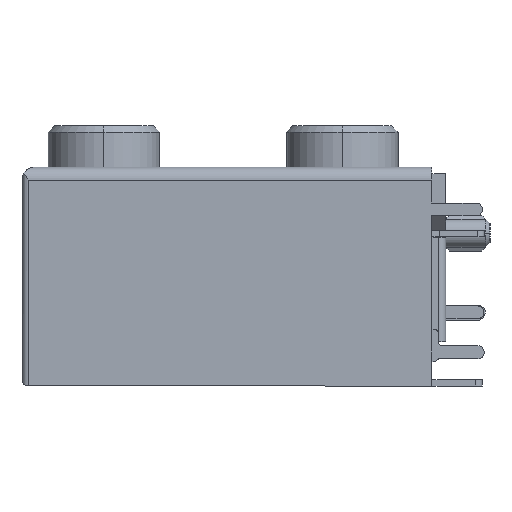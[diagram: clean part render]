
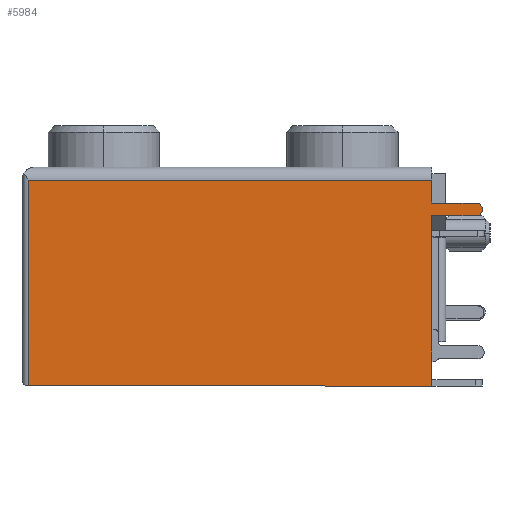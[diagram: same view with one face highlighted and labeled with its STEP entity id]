
A CAD part, left-side view. The second image highlights one B-rep face of the part: STEP entity #5984.
In plain terms, the highlighted planar face has unit normal (-1, 0, 0).
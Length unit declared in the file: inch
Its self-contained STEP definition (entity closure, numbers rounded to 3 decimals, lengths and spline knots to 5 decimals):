
#201 = DIRECTION ( 'NONE',  ( -1., 0., 0. ) ) ;
#276 = ORIENTED_EDGE ( 'NONE', *, *, #3321, .T. ) ;
#1174 = VERTEX_POINT ( 'NONE', #14237 ) ;
#1240 = EDGE_CURVE ( 'NONE', #4629, #13343, #4488, .T. ) ;
#1509 = CARTESIAN_POINT ( 'NONE',  ( -0.296, -0.69931, -0.105 ) ) ;
#2173 = CARTESIAN_POINT ( 'NONE',  ( -0.296, 0.30029, -0.016 ) ) ;
#2971 = CARTESIAN_POINT ( 'NONE',  ( -0.296, 0.30029, -0.189 ) ) ;
#3046 = ORIENTED_EDGE ( 'NONE', *, *, #12414, .T. ) ;
#3068 = LINE ( 'NONE', #3138, #3409 ) ;
#3138 = CARTESIAN_POINT ( 'NONE',  ( -0.296, -0.69931, -0.105 ) ) ;
#3212 = ORIENTED_EDGE ( 'NONE', *, *, #1240, .T. ) ;
#3321 = EDGE_CURVE ( 'NONE', #8980, #7851, #10037, .T. ) ;
#3375 = ORIENTED_EDGE ( 'NONE', *, *, #4408, .T. ) ;
#3409 = VECTOR ( 'NONE', #10977, 39.37008 ) ;
#3532 = CARTESIAN_POINT ( 'NONE',  ( -0.296, -0.69931, -0.073 ) ) ;
#3534 = VERTEX_POINT ( 'NONE', #12114 ) ;
#3669 = VECTOR ( 'NONE', #11816, 39.37008 ) ;
#3743 = VECTOR ( 'NONE', #10221, 39.37008 ) ;
#4063 = EDGE_CURVE ( 'NONE', #3534, #8980, #11442, .T. ) ;
#4232 = CARTESIAN_POINT ( 'NONE',  ( -0.296, 0.30069, -0.016 ) ) ;
#4408 = EDGE_CURVE ( 'NONE', #13245, #4629, #6101, .T. ) ;
#4488 = LINE ( 'NONE', #12821, #9737 ) ;
#4629 = VERTEX_POINT ( 'NONE', #5622 ) ;
#5622 = CARTESIAN_POINT ( 'NONE',  ( -0.296, -0.69931, -0.52652 ) ) ;
#5842 = CIRCLE ( 'NONE', #13318, 0.016 ) ;
#5984 = ADVANCED_FACE ( 'NONE', ( #6967 ), #7145, .F. ) ;
#6017 = EDGE_CURVE ( 'NONE', #7851, #13245, #12584, .T. ) ;
#6101 = LINE ( 'NONE', #11118, #14325 ) ;
#6466 = EDGE_LOOP ( 'NONE', ( #276, #7709, #3375, #3212, #12081, #8516, #3046, #13409 ) ) ;
#6722 = AXIS2_PLACEMENT_3D ( 'NONE', #2971, #14058, #7377 ) ;
#6800 = CARTESIAN_POINT ( 'NONE',  ( -0.296, -0.80871, -0.089 ) ) ;
#6821 = VERTEX_POINT ( 'NONE', #14382 ) ;
#6967 = FACE_OUTER_BOUND ( 'NONE', #6466, .T. ) ;
#7145 = PLANE ( 'NONE',  #6722 ) ;
#7194 = CARTESIAN_POINT ( 'NONE',  ( -0.296, 0.30069, -0.449 ) ) ;
#7377 = DIRECTION ( 'NONE',  ( 0., -1., 0. ) ) ;
#7672 = DIRECTION ( 'NONE',  ( 0., 0., 1. ) ) ;
#7685 = DIRECTION ( 'NONE',  ( 0., 1., 0. ) ) ;
#7709 = ORIENTED_EDGE ( 'NONE', *, *, #6017, .T. ) ;
#7851 = VERTEX_POINT ( 'NONE', #4232 ) ;
#7927 = DIRECTION ( 'NONE',  ( 0., 1., 0. ) ) ;
#7983 = DIRECTION ( 'NONE',  ( 0., -1., 0. ) ) ;
#8439 = VECTOR ( 'NONE', #10687, 39.37008 ) ;
#8516 = ORIENTED_EDGE ( 'NONE', *, *, #11049, .T. ) ;
#8980 = VERTEX_POINT ( 'NONE', #9438 ) ;
#9438 = CARTESIAN_POINT ( 'NONE',  ( -0.296, -0.69931, -0.016 ) ) ;
#9679 = LINE ( 'NONE', #3532, #3743 ) ;
#9737 = VECTOR ( 'NONE', #7672, 39.37008 ) ;
#10037 = LINE ( 'NONE', #2173, #12983 ) ;
#10221 = DIRECTION ( 'NONE',  ( 0., 1., 0. ) ) ;
#10687 = DIRECTION ( 'NONE',  ( 0., 0., 1. ) ) ;
#10977 = DIRECTION ( 'NONE',  ( 0., -1., 0. ) ) ;
#11049 = EDGE_CURVE ( 'NONE', #6821, #1174, #5842, .T. ) ;
#11118 = CARTESIAN_POINT ( 'NONE',  ( -0.296, 0.30029, -0.5264 ) ) ;
#11442 = LINE ( 'NONE', #13601, #8439 ) ;
#11816 = DIRECTION ( 'NONE',  ( 0., 0., -1. ) ) ;
#12081 = ORIENTED_EDGE ( 'NONE', *, *, #14055, .T. ) ;
#12114 = CARTESIAN_POINT ( 'NONE',  ( -0.296, -0.69931, -0.073 ) ) ;
#12400 = CARTESIAN_POINT ( 'NONE',  ( -0.296, 0.30069, -0.5264 ) ) ;
#12414 = EDGE_CURVE ( 'NONE', #1174, #3534, #9679, .T. ) ;
#12584 = LINE ( 'NONE', #7194, #3669 ) ;
#12821 = CARTESIAN_POINT ( 'NONE',  ( -0.296, -0.69931, -0.189 ) ) ;
#12983 = VECTOR ( 'NONE', #7685, 39.37008 ) ;
#13245 = VERTEX_POINT ( 'NONE', #12400 ) ;
#13318 = AXIS2_PLACEMENT_3D ( 'NONE', #6800, #201, #7927 ) ;
#13343 = VERTEX_POINT ( 'NONE', #1509 ) ;
#13409 = ORIENTED_EDGE ( 'NONE', *, *, #4063, .T. ) ;
#13601 = CARTESIAN_POINT ( 'NONE',  ( -0.296, -0.69931, -0.189 ) ) ;
#14055 = EDGE_CURVE ( 'NONE', #13343, #6821, #3068, .T. ) ;
#14058 = DIRECTION ( 'NONE',  ( 1., 0., 0. ) ) ;
#14237 = CARTESIAN_POINT ( 'NONE',  ( -0.296, -0.80871, -0.073 ) ) ;
#14325 = VECTOR ( 'NONE', #7983, 39.37008 ) ;
#14382 = CARTESIAN_POINT ( 'NONE',  ( -0.296, -0.80871, -0.105 ) ) ;
